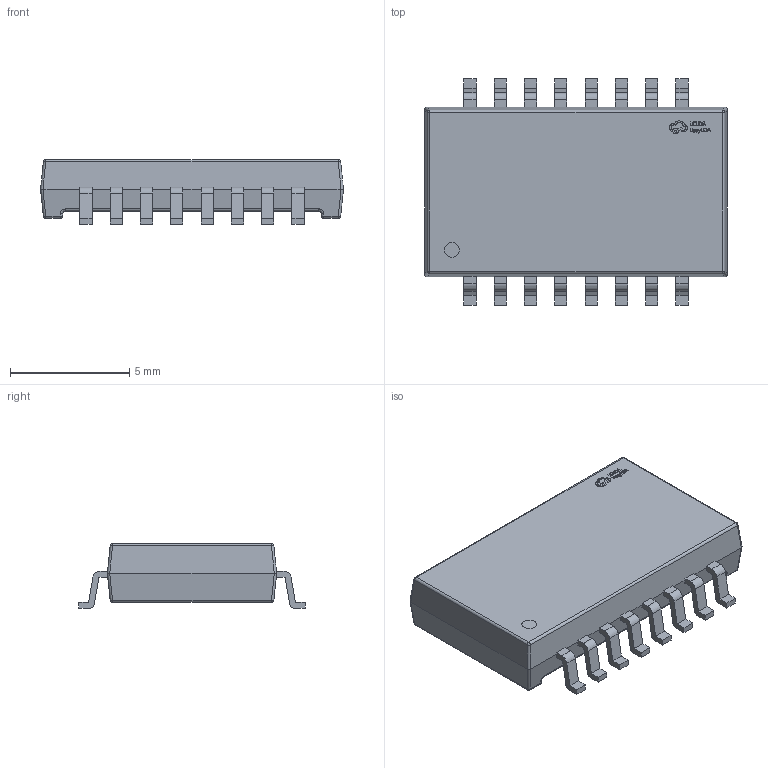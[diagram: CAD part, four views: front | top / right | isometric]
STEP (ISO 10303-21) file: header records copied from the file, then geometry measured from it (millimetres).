
FILE_DESCRIPTION (( 'STEP AP214' ), '1' );
FILE_NAME ('SOIC-16_L12.7-W7.1-P1.27-LS9.5-BL.step', '2022-07-26T09:10:33', ( '' ), ( '' ), 'SwSTEP 2.0', 'SolidWorks 2020', '' );
FILE_SCHEMA (( 'AUTOMOTIVE_DESIGN' ));
Length unit declared in the file: millimetre
Products named in the file (1): SOIC-16_L12.7-W7.1-P1.27-LS9.5-BL
Bounding box: 12.7 x 9.5 x 2.7 mm (x, y, z)
Volume: 196.8 mm3; surface area: 315.2 mm2
Topology: 14 solids, 14 shells, 543 faces, 1469 edges, 962 vertices
Faces by surface type: plane 337, bspline 116, cylinder 78, sphere 12
Entity records: 24259 total; most frequent: CARTESIAN_POINT 5159, ORIENTED_EDGE 2938, DIRECTION 2229, EDGE_CURVE 1469, VECTOR 1085, LINE 1085, VERTEX_POINT 962, AXIS2_PLACEMENT_3D 572
